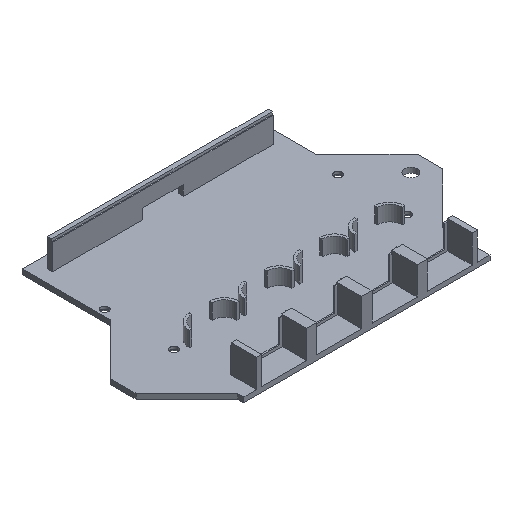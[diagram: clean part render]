
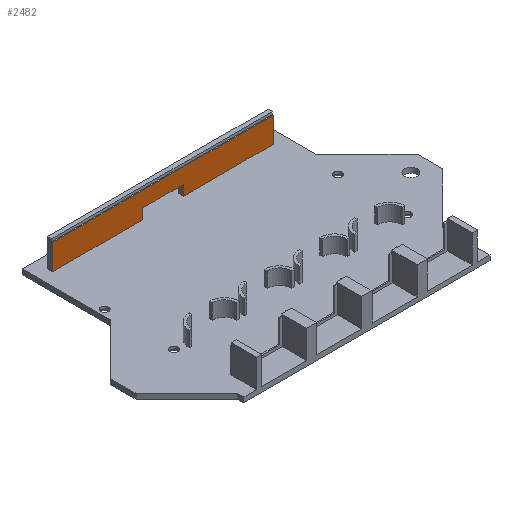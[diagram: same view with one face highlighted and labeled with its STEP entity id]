
A CAD part, isometric view. The second image highlights one B-rep face of the part: STEP entity #2482.
In plain terms, the highlighted planar face has unit normal (0, -1, 0).
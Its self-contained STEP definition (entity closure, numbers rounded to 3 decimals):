
#121=FACE_OUTER_BOUND('',#256,.T.);
#256=EDGE_LOOP('',(#1655,#1656,#1657,#1658,#1659,#1660,#1661,#1662));
#412=LINE('',#3509,#725);
#416=LINE('',#3517,#729);
#419=LINE('',#3523,#732);
#422=LINE('',#3529,#735);
#423=LINE('',#3531,#736);
#424=LINE('',#3533,#737);
#425=LINE('',#3535,#738);
#426=LINE('',#3536,#739);
#725=VECTOR('',#2821,10.);
#729=VECTOR('',#2827,10.);
#732=VECTOR('',#2832,10.);
#735=VECTOR('',#2837,10.);
#736=VECTOR('',#2838,10.);
#737=VECTOR('',#2839,10.);
#738=VECTOR('',#2840,10.);
#739=VECTOR('',#2841,10.);
#1038=VERTEX_POINT('',#3507);
#1039=VERTEX_POINT('',#3508);
#1042=VERTEX_POINT('',#3516);
#1044=VERTEX_POINT('',#3522);
#1046=VERTEX_POINT('',#3528);
#1047=VERTEX_POINT('',#3530);
#1048=VERTEX_POINT('',#3532);
#1049=VERTEX_POINT('',#3534);
#1280=EDGE_CURVE('',#1038,#1039,#412,.T.);
#1284=EDGE_CURVE('',#1039,#1042,#416,.T.);
#1287=EDGE_CURVE('',#1044,#1038,#419,.T.);
#1290=EDGE_CURVE('',#1046,#1042,#422,.T.);
#1291=EDGE_CURVE('',#1046,#1047,#423,.T.);
#1292=EDGE_CURVE('',#1048,#1047,#424,.T.);
#1293=EDGE_CURVE('',#1049,#1048,#425,.T.);
#1294=EDGE_CURVE('',#1044,#1049,#426,.T.);
#1655=ORIENTED_EDGE('',*,*,#1287,.T.);
#1656=ORIENTED_EDGE('',*,*,#1280,.T.);
#1657=ORIENTED_EDGE('',*,*,#1284,.T.);
#1658=ORIENTED_EDGE('',*,*,#1290,.F.);
#1659=ORIENTED_EDGE('',*,*,#1291,.T.);
#1660=ORIENTED_EDGE('',*,*,#1292,.F.);
#1661=ORIENTED_EDGE('',*,*,#1293,.F.);
#1662=ORIENTED_EDGE('',*,*,#1294,.F.);
#2372=PLANE('',#2632);
#2482=ADVANCED_FACE('',(#121),#2372,.T.);
#2632=AXIS2_PLACEMENT_3D('',#3527,#2835,#2836);
#2821=DIRECTION('',(1.,0.,0.));
#2827=DIRECTION('',(0.,0.,-1.));
#2832=DIRECTION('',(0.,0.,1.));
#2835=DIRECTION('center_axis',(0.,-1.,0.));
#2836=DIRECTION('ref_axis',(1.,0.,0.));
#2837=DIRECTION('',(-1.,0.,0.));
#2838=DIRECTION('',(0.,0.,1.));
#2839=DIRECTION('',(1.,0.,0.));
#2840=DIRECTION('',(0.,0.,1.));
#2841=DIRECTION('',(-1.,0.,0.));
#3507=CARTESIAN_POINT('',(33.,79.85,6.));
#3508=CARTESIAN_POINT('',(49.,79.85,6.));
#3509=CARTESIAN_POINT('',(23.325,79.85,6.));
#3516=CARTESIAN_POINT('',(49.,79.85,2.));
#3517=CARTESIAN_POINT('',(49.,79.85,1.));
#3522=CARTESIAN_POINT('',(33.,79.85,2.));
#3523=CARTESIAN_POINT('',(33.,79.85,3.));
#3527=CARTESIAN_POINT('Origin',(-2.35,79.85,0.));
#3528=CARTESIAN_POINT('',(84.35,79.85,2.));
#3529=CARTESIAN_POINT('',(84.35,79.85,2.));
#3530=CARTESIAN_POINT('',(84.35,79.85,12.));
#3531=CARTESIAN_POINT('',(84.35,79.85,0.));
#3532=CARTESIAN_POINT('',(-2.35,79.85,12.));
#3533=CARTESIAN_POINT('',(84.35,79.85,12.));
#3534=CARTESIAN_POINT('',(-2.35,79.85,2.));
#3535=CARTESIAN_POINT('',(-2.35,79.85,0.));
#3536=CARTESIAN_POINT('',(84.35,79.85,2.));
